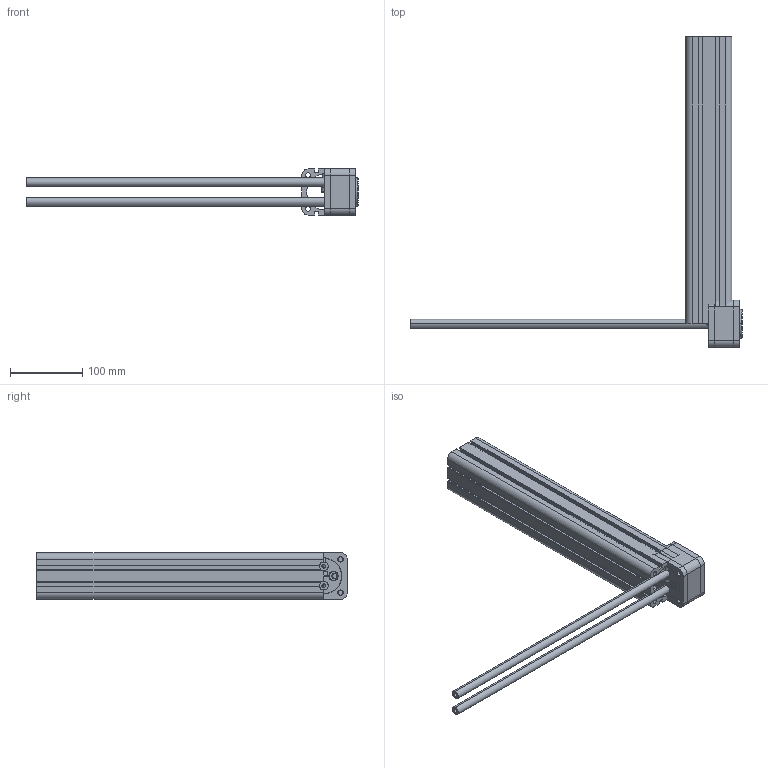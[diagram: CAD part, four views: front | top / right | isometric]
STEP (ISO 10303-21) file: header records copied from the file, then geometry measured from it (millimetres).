
FILE_DESCRIPTION (( 'STEP AP214' ), '1' );
FILE_NAME ('PTR50-350CYLINDER.STEP', '2010-09-20T08:27:04', ( '' ), ( '' ), 'SwSTEP 2.0', 'SolidWorks 2010', '' );
FILE_SCHEMA (( 'AUTOMOTIVE_DESIGN' ));
Length unit declared in the file: millimetre
Products named in the file (7): 50  ARKA  KAPAK; ISO 50 BORU; 50   烰  KAPAK; ÇAP 50  ÖZEL  ORTA PÝSTON; 50   M尳 UCU YATAKLAMA; M6x20  MÝL UCU YATAKLAMA  ÝMBUSU; PTR50-350CYLINDER
Assembly tree (7 placements, depth 2):
  PTR50-350CYLINDER
    ISO 50 BORU
    50  ARKA  KAPAK
    50   烰  KAPAK
    ÇAP 50  ÖZEL  ORTA PÝSTON
    50   M尳 UCU YATAKLAMA
    M6x20  MÝL UCU YATAKLAMA  ÝMBUSU  x2
Bounding box: 460.5 x 430.5 x 65 mm (x, y, z)
Volume: 1171456.4 mm3; surface area: 323922.1 mm2
Topology: 6 solids, 6 shells, 259 faces, 614 edges, 385 vertices
Faces by surface type: plane 113, cylinder 86, cone 52, torus 8
Entity records: 9165 total; most frequent: ORIENTED_EDGE 1680, DIRECTION 1446, CARTESIAN_POINT 1291, EDGE_CURVE 608, EDGE_LOOP 589, AXIS2_PLACEMENT_3D 548, VERTEX_POINT 385, VECTOR 366
